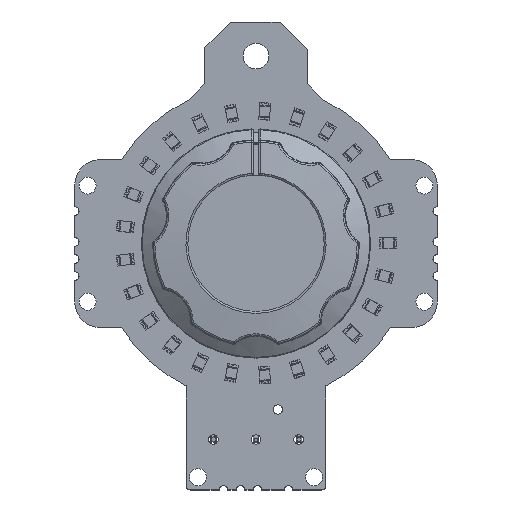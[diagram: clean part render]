
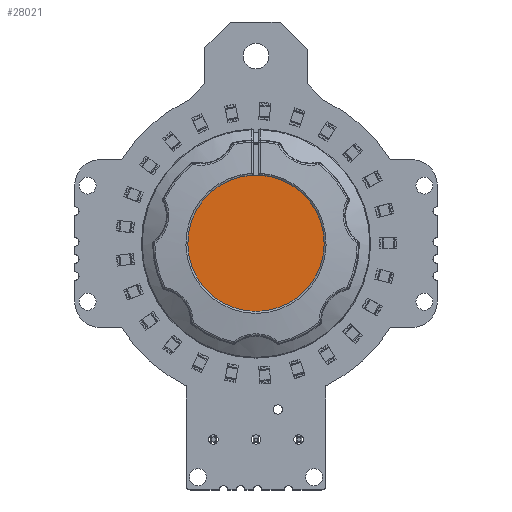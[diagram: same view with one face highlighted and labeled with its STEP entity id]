
A CAD part, top view. The second image highlights one B-rep face of the part: STEP entity #28021.
In plain terms, the highlighted planar face has unit normal (0, 0, 1).
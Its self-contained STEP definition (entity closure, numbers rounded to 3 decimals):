
#27983 = EDGE_CURVE('',#27984,#27986,#27988,.T.);
#27984 = VERTEX_POINT('',#27985);
#27985 = CARTESIAN_POINT('',(-0.3,7.994,15.6));
#27986 = VERTEX_POINT('',#27987);
#27987 = CARTESIAN_POINT('',(0.3,7.994,15.6));
#27988 = CIRCLE('',#27989,8.);
#27989 = AXIS2_PLACEMENT_3D('',#27990,#27991,#27992);
#27990 = CARTESIAN_POINT('',(0.,0.,15.6));
#27991 = DIRECTION('',(0.,0.,1.));
#27992 = DIRECTION('',(1.,0.,-0.));
#28021 = ADVANCED_FACE('',(#28022),#28047,.T.);
#28022 = FACE_BOUND('',#28023,.T.);
#28023 = EDGE_LOOP('',(#28024,#28034,#28040,#28041));
#28024 = ORIENTED_EDGE('',*,*,#28025,.F.);
#28025 = EDGE_CURVE('',#28026,#28028,#28030,.T.);
#28026 = VERTEX_POINT('',#28027);
#28027 = CARTESIAN_POINT('',(-0.3,7.993,15.6));
#28028 = VERTEX_POINT('',#28029);
#28029 = CARTESIAN_POINT('',(0.3,7.993,15.6));
#28030 = LINE('',#28031,#28032);
#28031 = CARTESIAN_POINT('',(0.,7.993,15.6));
#28032 = VECTOR('',#28033,1.);
#28033 = DIRECTION('',(1.,0.,0.));
#28034 = ORIENTED_EDGE('',*,*,#28035,.T.);
#28035 = EDGE_CURVE('',#28026,#27984,#28036,.T.);
#28036 = LINE('',#28037,#28038);
#28037 = CARTESIAN_POINT('',(-0.3,0.,15.6));
#28038 = VECTOR('',#28039,1.);
#28039 = DIRECTION('',(0.,1.,0.));
#28040 = ORIENTED_EDGE('',*,*,#27983,.T.);
#28041 = ORIENTED_EDGE('',*,*,#28042,.F.);
#28042 = EDGE_CURVE('',#28028,#27986,#28043,.T.);
#28043 = LINE('',#28044,#28045);
#28044 = CARTESIAN_POINT('',(0.3,0.,15.6));
#28045 = VECTOR('',#28046,1.);
#28046 = DIRECTION('',(0.,1.,0.));
#28047 = PLANE('',#28048);
#28048 = AXIS2_PLACEMENT_3D('',#28049,#28050,#28051);
#28049 = CARTESIAN_POINT('',(0.,0.,15.6));
#28050 = DIRECTION('',(0.,0.,1.));
#28051 = DIRECTION('',(1.,0.,-0.));
